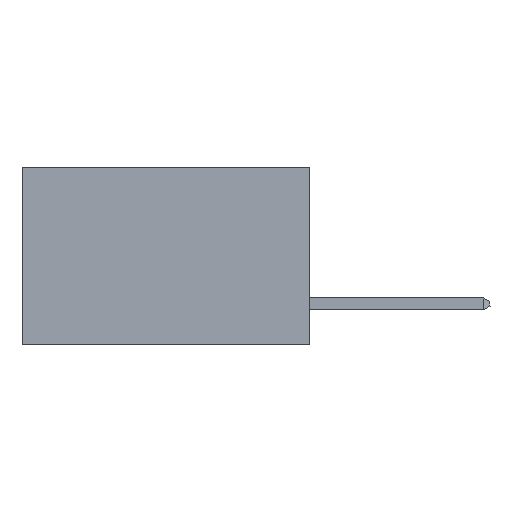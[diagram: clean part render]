
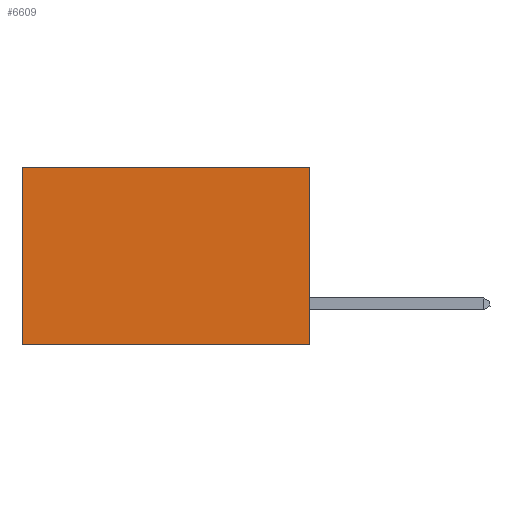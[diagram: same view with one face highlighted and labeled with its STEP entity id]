
A CAD part, left-side view. The second image highlights one B-rep face of the part: STEP entity #6609.
In plain terms, the highlighted planar face has unit normal (-1, 0, 0).
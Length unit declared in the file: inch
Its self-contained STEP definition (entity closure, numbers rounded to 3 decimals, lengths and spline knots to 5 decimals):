
#218 = VECTOR ( 'NONE', #7893, 39.37008 ) ;
#964 = LINE ( 'NONE', #6153, #6384 ) ;
#1501 = VECTOR ( 'NONE', #2227, 39.37008 ) ;
#2227 = DIRECTION ( 'NONE',  ( 0., 1., 0. ) ) ;
#2293 = DIRECTION ( 'NONE',  ( 0., 0., -1. ) ) ;
#2574 = CARTESIAN_POINT ( 'NONE',  ( 0.2875, 0., 0. ) ) ;
#2870 = ORIENTED_EDGE ( 'NONE', *, *, #3118, .F. ) ;
#2942 = ORIENTED_EDGE ( 'NONE', *, *, #7753, .T. ) ;
#3118 = EDGE_CURVE ( 'NONE', #7958, #12812, #11457, .T. ) ;
#3518 = DIRECTION ( 'NONE',  ( 1., 0., 0. ) ) ;
#3806 = AXIS2_PLACEMENT_3D ( 'NONE', #6456, #3518, #4521 ) ;
#4521 = DIRECTION ( 'NONE',  ( 0., 0., -1. ) ) ;
#5182 = FACE_OUTER_BOUND ( 'NONE', #9373, .T. ) ;
#5469 = EDGE_CURVE ( 'NONE', #12812, #9148, #12323, .T. ) ;
#6153 = CARTESIAN_POINT ( 'NONE',  ( 0.2875, 0.6, 0. ) ) ;
#6384 = VECTOR ( 'NONE', #2293, 39.37008 ) ;
#6456 = CARTESIAN_POINT ( 'NONE',  ( 0.2875, 0., 0. ) ) ;
#6580 = PLANE ( 'NONE',  #3806 ) ;
#6609 = ADVANCED_FACE ( 'NONE', ( #5182 ), #6580, .F. ) ;
#6768 = EDGE_CURVE ( 'NONE', #7958, #9549, #10584, .T. ) ;
#7753 = EDGE_CURVE ( 'NONE', #9549, #9148, #964, .T. ) ;
#7893 = DIRECTION ( 'NONE',  ( 0., 1., 0. ) ) ;
#7911 = DIRECTION ( 'NONE',  ( 0., 0., -1. ) ) ;
#7958 = VERTEX_POINT ( 'NONE', #2574 ) ;
#8036 = CARTESIAN_POINT ( 'NONE',  ( 0.2875, 0., -0.37 ) ) ;
#8743 = CARTESIAN_POINT ( 'NONE',  ( 0.2875, 0.6, 0. ) ) ;
#8916 = CARTESIAN_POINT ( 'NONE',  ( 0.2875, 0., 0. ) ) ;
#9024 = CARTESIAN_POINT ( 'NONE',  ( 0.2875, 0., 0. ) ) ;
#9148 = VERTEX_POINT ( 'NONE', #9268 ) ;
#9268 = CARTESIAN_POINT ( 'NONE',  ( 0.2875, 0.6, -0.37 ) ) ;
#9373 = EDGE_LOOP ( 'NONE', ( #2942, #9815, #2870, #11752 ) ) ;
#9549 = VERTEX_POINT ( 'NONE', #8743 ) ;
#9815 = ORIENTED_EDGE ( 'NONE', *, *, #5469, .F. ) ;
#10584 = LINE ( 'NONE', #9024, #218 ) ;
#11312 = VECTOR ( 'NONE', #7911, 39.37008 ) ;
#11457 = LINE ( 'NONE', #8916, #11312 ) ;
#11752 = ORIENTED_EDGE ( 'NONE', *, *, #6768, .T. ) ;
#11907 = CARTESIAN_POINT ( 'NONE',  ( 0.2875, 0., -0.37 ) ) ;
#12323 = LINE ( 'NONE', #11907, #1501 ) ;
#12812 = VERTEX_POINT ( 'NONE', #8036 ) ;
